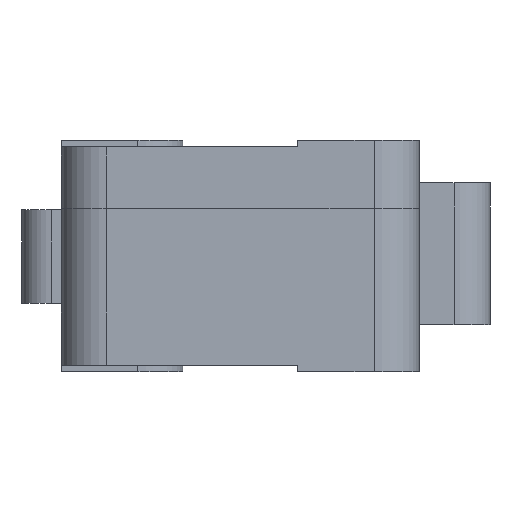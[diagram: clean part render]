
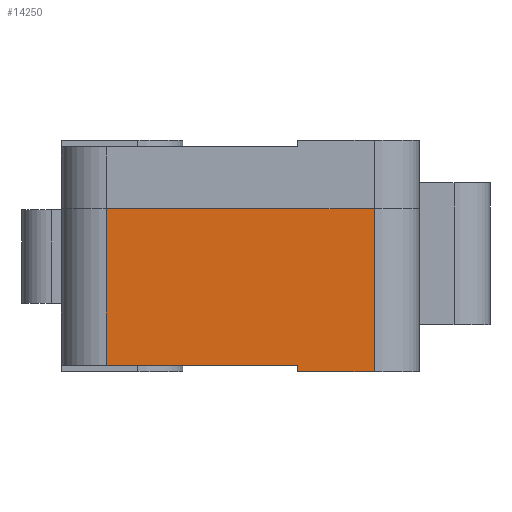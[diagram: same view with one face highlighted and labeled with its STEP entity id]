
A CAD part, left-side view. The second image highlights one B-rep face of the part: STEP entity #14250.
In plain terms, the highlighted planar face has unit normal (-1, 0, 0).
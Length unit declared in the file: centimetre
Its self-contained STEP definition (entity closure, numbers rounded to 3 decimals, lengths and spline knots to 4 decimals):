
#1498=FACE_OUTER_BOUND('',#2310,.T.);
#2310=EDGE_LOOP('',(#12981,#12982,#12983,#12984,#12985,#12986));
#3453=LINE('',#23106,#4991);
#3927=LINE('',#25964,#5465);
#3931=LINE('',#25974,#5469);
#3937=LINE('',#25988,#5475);
#3940=LINE('',#25994,#5478);
#3954=LINE('',#26027,#5492);
#4991=VECTOR('',#16626,1.);
#5465=VECTOR('',#17656,1.);
#5469=VECTOR('',#17664,1.);
#5475=VECTOR('',#17682,1.);
#5478=VECTOR('',#17691,1.);
#5492=VECTOR('',#17733,1.);
#6540=VERTEX_POINT('',#23093);
#6544=VERTEX_POINT('',#23105);
#6840=VERTEX_POINT('',#25960);
#6841=VERTEX_POINT('',#25962);
#6845=VERTEX_POINT('',#25973);
#6847=VERTEX_POINT('',#25986);
#8248=EDGE_CURVE('',#6544,#6540,#3453,.T.);
#8872=EDGE_CURVE('',#6840,#6841,#3927,.T.);
#8877=EDGE_CURVE('',#6845,#6840,#3931,.T.);
#8885=EDGE_CURVE('',#6847,#6841,#3937,.T.);
#8888=EDGE_CURVE('',#6845,#6540,#3940,.T.);
#8904=EDGE_CURVE('',#6847,#6544,#3954,.T.);
#12981=ORIENTED_EDGE('',*,*,#8248,.T.);
#12982=ORIENTED_EDGE('',*,*,#8888,.F.);
#12983=ORIENTED_EDGE('',*,*,#8877,.T.);
#12984=ORIENTED_EDGE('',*,*,#8872,.T.);
#12985=ORIENTED_EDGE('',*,*,#8885,.F.);
#12986=ORIENTED_EDGE('',*,*,#8904,.T.);
#13501=PLANE('',#14909);
#14250=ADVANCED_FACE('',(#1498),#13501,.T.);
#14909=AXIS2_PLACEMENT_3D('',#26026,#17731,#17732);
#16626=DIRECTION('',(0.,1.,0.));
#17656=DIRECTION('',(0.,0.,-1.));
#17664=DIRECTION('',(0.,-1.,0.));
#17682=DIRECTION('',(0.,1.,0.));
#17691=DIRECTION('',(0.,0.,1.));
#17731=DIRECTION('center_axis',(-1.,0.,0.));
#17732=DIRECTION('ref_axis',(0.,0.,1.));
#17733=DIRECTION('',(0.,0.,1.));
#23093=CARTESIAN_POINT('',(-2.89,0.6425,0.725));
#23105=CARTESIAN_POINT('',(-2.89,-0.5475,0.725));
#23106=CARTESIAN_POINT('',(-2.89,0.1475,0.725));
#25960=CARTESIAN_POINT('',(-2.89,-0.2075,0.03));
#25962=CARTESIAN_POINT('',(-2.89,-0.2075,0.));
#25964=CARTESIAN_POINT('',(-2.89,-0.2075,0.));
#25973=CARTESIAN_POINT('',(-2.89,0.6425,0.03));
#25974=CARTESIAN_POINT('',(-2.89,-0.246,0.03));
#25986=CARTESIAN_POINT('',(-2.89,-0.5475,0.));
#25988=CARTESIAN_POINT('',(-2.89,-0.5475,0.));
#25994=CARTESIAN_POINT('',(-2.89,0.6425,0.));
#26026=CARTESIAN_POINT('Origin',(-2.89,-0.5475,0.));
#26027=CARTESIAN_POINT('',(-2.89,-0.5475,0.));
